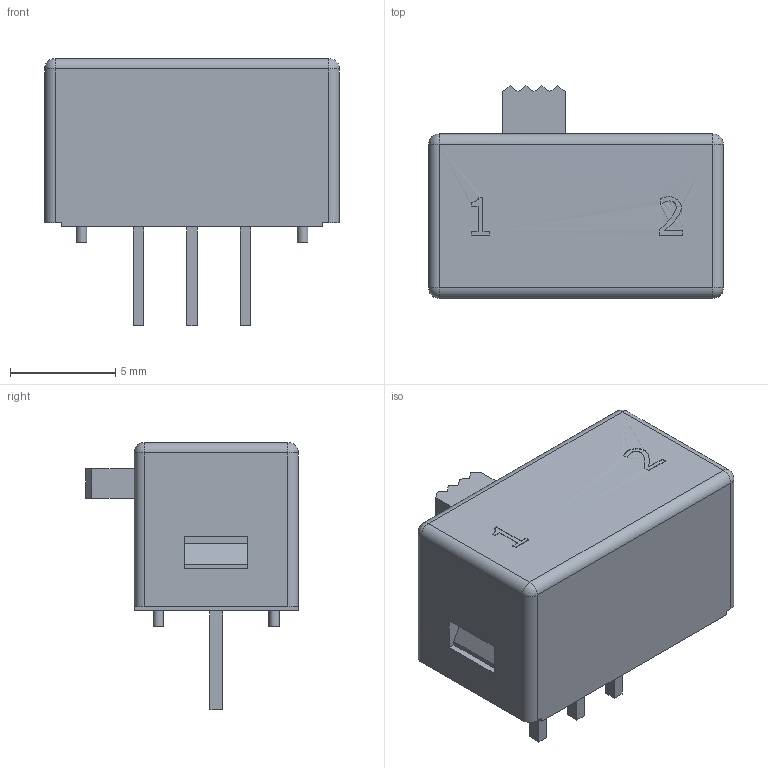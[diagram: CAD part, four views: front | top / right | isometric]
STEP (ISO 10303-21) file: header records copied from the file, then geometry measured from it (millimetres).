
FILE_DESCRIPTION((' '),'2;1');
FILE_NAME('600SPxS3M1x.stp','2017-07-21T09:00:39',(' '),(' '),' ','ACIS',' ');
FILE_SCHEMA(('CONFIG_CONTROL_DESIGN'));
Length unit declared in the file: inch
Products named in the file (1): 600SPxS3M1x.stp
Bounding box: 14 x 10.1 x 12.72 mm (x, y, z)
Volume: 663.9 mm3; surface area: 1019.8 mm2
Topology: 1 solids, 1 shells, 139 faces, 343 edges, 218 vertices
Faces by surface type: plane 109, cylinder 14, bspline 12, sphere 4
Full cylindrical faces by diameter (mm): 0.5 x4
Entity records: 4151 total; most frequent: CARTESIAN_POINT 848, ORIENTED_EDGE 672, DIRECTION 596, EDGE_CURVE 336, VECTOR 284, LINE 284, VERTEX_POINT 216, EDGE_LOOP 158
